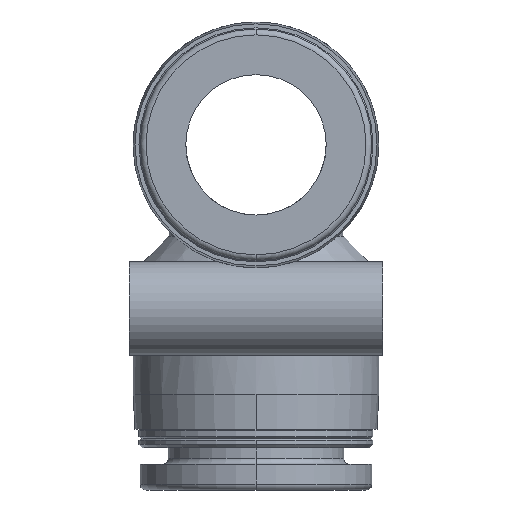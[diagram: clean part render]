
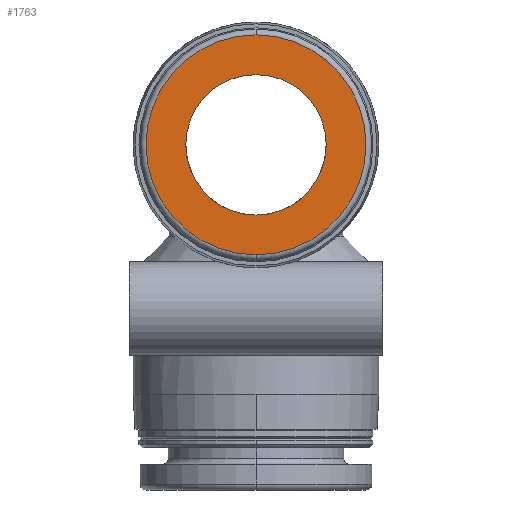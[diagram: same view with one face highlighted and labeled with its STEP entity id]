
A CAD part, left-side view. The second image highlights one B-rep face of the part: STEP entity #1763.
In plain terms, the highlighted planar face has unit normal (-1, 0, 0).
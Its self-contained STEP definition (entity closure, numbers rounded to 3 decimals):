
#95=FACE_BOUND('',#253,.T.);
#115=PLANE('',#1896);
#141=FACE_OUTER_BOUND('',#252,.T.);
#252=EDGE_LOOP('',(#1214,#1215));
#253=EDGE_LOOP('',(#1216,#1217));
#379=CIRCLE('',#1871,6.);
#397=CIRCLE('',#1897,9.4);
#398=CIRCLE('',#1898,9.4);
#399=CIRCLE('',#1899,6.);
#731=VERTEX_POINT('',#2783);
#732=VERTEX_POINT('',#2785);
#752=VERTEX_POINT('',#2836);
#753=VERTEX_POINT('',#2837);
#912=EDGE_CURVE('',#731,#732,#379,.T.);
#937=EDGE_CURVE('',#752,#753,#397,.T.);
#938=EDGE_CURVE('',#753,#752,#398,.T.);
#939=EDGE_CURVE('',#732,#731,#399,.T.);
#1214=ORIENTED_EDGE('',*,*,#937,.T.);
#1215=ORIENTED_EDGE('',*,*,#938,.T.);
#1216=ORIENTED_EDGE('',*,*,#912,.F.);
#1217=ORIENTED_EDGE('',*,*,#939,.F.);
#1763=ADVANCED_FACE('',(#141,#95),#115,.T.);
#1871=AXIS2_PLACEMENT_3D('',#2786,#2154,#2155);
#1896=AXIS2_PLACEMENT_3D('',#2835,#2209,#2210);
#1897=AXIS2_PLACEMENT_3D('',#2838,#2211,#2212);
#1898=AXIS2_PLACEMENT_3D('',#2839,#2213,#2214);
#1899=AXIS2_PLACEMENT_3D('',#2840,#2215,#2216);
#2154=DIRECTION('center_axis',(-1.,0.,0.));
#2155=DIRECTION('ref_axis',(0.,0.,1.));
#2209=DIRECTION('center_axis',(-1.,0.,0.));
#2210=DIRECTION('ref_axis',(0.,-1.,0.));
#2211=DIRECTION('center_axis',(-1.,0.,0.));
#2212=DIRECTION('ref_axis',(0.,0.,-1.));
#2213=DIRECTION('center_axis',(-1.,0.,0.));
#2214=DIRECTION('ref_axis',(0.,0.,1.));
#2215=DIRECTION('center_axis',(-1.,0.,0.));
#2216=DIRECTION('ref_axis',(0.,0.,-1.));
#2783=CARTESIAN_POINT('',(-29.65,0.,35.5));
#2785=CARTESIAN_POINT('',(-29.65,0.,23.5));
#2786=CARTESIAN_POINT('Origin',(-29.65,0.,29.5));
#2835=CARTESIAN_POINT('Origin',(-29.65,9.9,19.6));
#2836=CARTESIAN_POINT('',(-29.65,0.,20.1));
#2837=CARTESIAN_POINT('',(-29.65,0.,38.9));
#2838=CARTESIAN_POINT('Origin',(-29.65,0.,29.5));
#2839=CARTESIAN_POINT('Origin',(-29.65,0.,29.5));
#2840=CARTESIAN_POINT('Origin',(-29.65,0.,29.5));
